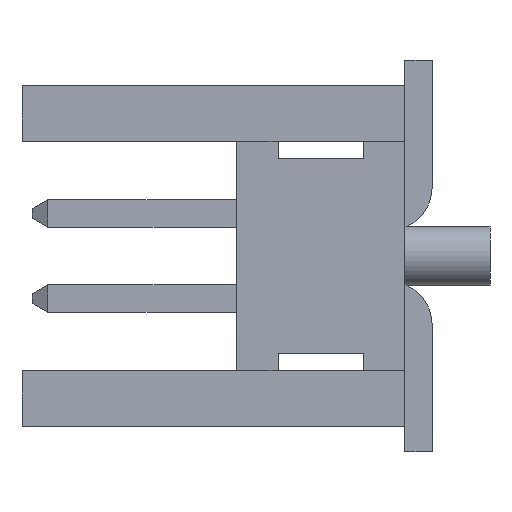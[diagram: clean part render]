
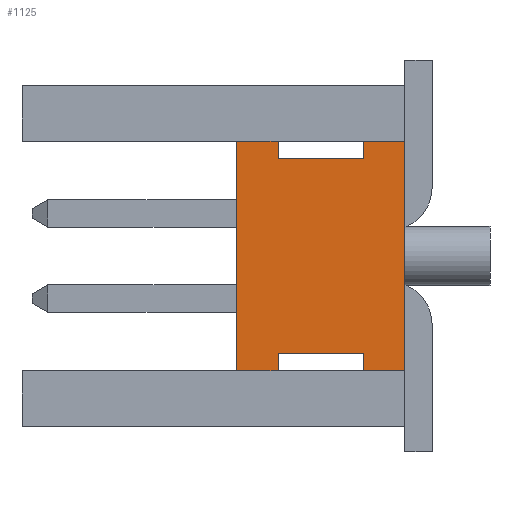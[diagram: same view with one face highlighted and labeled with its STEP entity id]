
A CAD part, left-side view. The second image highlights one B-rep face of the part: STEP entity #1125.
In plain terms, the highlighted planar face has unit normal (-1, 0, 0).
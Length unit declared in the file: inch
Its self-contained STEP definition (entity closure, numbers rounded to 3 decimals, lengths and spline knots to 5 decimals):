
#1125 = ADVANCED_FACE( '', ( #2389 ), #2390, .F. );
#2389 = FACE_OUTER_BOUND( '', #3772, .T. );
#2390 = PLANE( '', #3773 );
#3772 = EDGE_LOOP( '', ( #7064, #7065, #7066, #7067, #7068, #7069, #7070, #7071, #7072, #7073, #7074, #7075 ) );
#3773 = AXIS2_PLACEMENT_3D( '', #7076, #7077, #7078 );
#7064 = ORIENTED_EDGE( '', *, *, #9027, .F. );
#7065 = ORIENTED_EDGE( '', *, *, #9603, .F. );
#7066 = ORIENTED_EDGE( '', *, *, #8969, .T. );
#7067 = ORIENTED_EDGE( '', *, *, #8830, .T. );
#7068 = ORIENTED_EDGE( '', *, *, #9048, .F. );
#7069 = ORIENTED_EDGE( '', *, *, #9794, .F. );
#7070 = ORIENTED_EDGE( '', *, *, #9795, .F. );
#7071 = ORIENTED_EDGE( '', *, *, #9497, .F. );
#7072 = ORIENTED_EDGE( '', *, *, #9011, .F. );
#7073 = ORIENTED_EDGE( '', *, *, #9292, .F. );
#7074 = ORIENTED_EDGE( '', *, *, #9796, .T. );
#7075 = ORIENTED_EDGE( '', *, *, #9797, .F. );
#7076 = CARTESIAN_POINT( '', ( -0.25, 0.099, -0.0675 ) );
#7077 = DIRECTION( '', ( 1., 0., 0. ) );
#7078 = DIRECTION( '', ( 0., 0., -1. ) );
#8830 = EDGE_CURVE( '', #10803, #10801, #10804, .T. );
#8969 = EDGE_CURVE( '', #11035, #10803, #11038, .T. );
#9011 = EDGE_CURVE( '', #11103, #11099, #11105, .T. );
#9027 = EDGE_CURVE( '', #11131, #11132, #11133, .T. );
#9048 = EDGE_CURVE( '', #11165, #10801, #11167, .T. );
#9292 = EDGE_CURVE( '', #11536, #11103, #11537, .T. );
#9497 = EDGE_CURVE( '', #11099, #11817, #11818, .T. );
#9603 = EDGE_CURVE( '', #11035, #11131, #11953, .T. );
#9794 = EDGE_CURVE( '', #12199, #11165, #12200, .T. );
#9795 = EDGE_CURVE( '', #11817, #12199, #12201, .T. );
#9796 = EDGE_CURVE( '', #11536, #12202, #12203, .T. );
#9797 = EDGE_CURVE( '', #11132, #12202, #12204, .T. );
#10801 = VERTEX_POINT( '', #13569 );
#10803 = VERTEX_POINT( '', #13572 );
#10804 = LINE( '', #13573, #13574 );
#11035 = VERTEX_POINT( '', #13917 );
#11038 = LINE( '', #13922, #13923 );
#11099 = VERTEX_POINT( '', #14012 );
#11103 = VERTEX_POINT( '', #14018 );
#11105 = LINE( '', #14021, #14022 );
#11131 = VERTEX_POINT( '', #14059 );
#11132 = VERTEX_POINT( '', #14060 );
#11133 = LINE( '', #14061, #14062 );
#11165 = VERTEX_POINT( '', #14109 );
#11167 = LINE( '', #14112, #14113 );
#11536 = VERTEX_POINT( '', #14672 );
#11537 = LINE( '', #14673, #14674 );
#11817 = VERTEX_POINT( '', #15093 );
#11818 = LINE( '', #15094, #15095 );
#11953 = LINE( '', #15305, #15306 );
#12199 = VERTEX_POINT( '', #15685 );
#12200 = LINE( '', #15686, #15687 );
#12201 = LINE( '', #15688, #15689 );
#12202 = VERTEX_POINT( '', #15690 );
#12203 = LINE( '', #15691, #15692 );
#12204 = LINE( '', #15693, #15694 );
#13569 = CARTESIAN_POINT( '', ( -0.25, 0., 0.0675 ) );
#13572 = CARTESIAN_POINT( '', ( -0.25, 0., -0.0675 ) );
#13573 = CARTESIAN_POINT( '', ( -0.25, 0., -0.0675 ) );
#13574 = VECTOR( '', #16453, 39.37008 );
#13917 = CARTESIAN_POINT( '', ( -0.25, 0.0245, -0.0675 ) );
#13922 = CARTESIAN_POINT( '', ( -0.25, 0.099, -0.0675 ) );
#13923 = VECTOR( '', #16583, 39.37008 );
#14012 = CARTESIAN_POINT( '', ( -0.25, 0.0745, 0.0675 ) );
#14018 = CARTESIAN_POINT( '', ( -0.25, 0.099, 0.0675 ) );
#14021 = CARTESIAN_POINT( '', ( -0.25, 0.099, 0.0675 ) );
#14022 = VECTOR( '', #16618, 39.37008 );
#14059 = CARTESIAN_POINT( '', ( -0.25, 0.0245, -0.0575 ) );
#14060 = CARTESIAN_POINT( '', ( -0.25, 0.0745, -0.0575 ) );
#14061 = CARTESIAN_POINT( '', ( -0.25, 0.0245, -0.0575 ) );
#14062 = VECTOR( '', #16630, 39.37008 );
#14109 = CARTESIAN_POINT( '', ( -0.25, 0.0245, 0.0675 ) );
#14112 = CARTESIAN_POINT( '', ( -0.25, 0.099, 0.0675 ) );
#14113 = VECTOR( '', #16647, 39.37008 );
#14672 = CARTESIAN_POINT( '', ( -0.25, 0.099, -0.0675 ) );
#14673 = CARTESIAN_POINT( '', ( -0.25, 0.099, -0.0675 ) );
#14674 = VECTOR( '', #16859, 39.37008 );
#15093 = CARTESIAN_POINT( '', ( -0.25, 0.0745, 0.0575 ) );
#15094 = CARTESIAN_POINT( '', ( -0.25, 0.0745, 0.0675 ) );
#15095 = VECTOR( '', #17017, 39.37008 );
#15305 = CARTESIAN_POINT( '', ( -0.25, 0.0245, -0.0675 ) );
#15306 = VECTOR( '', #17093, 39.37008 );
#15685 = CARTESIAN_POINT( '', ( -0.25, 0.0245, 0.0575 ) );
#15686 = CARTESIAN_POINT( '', ( -0.25, 0.0245, 0.0575 ) );
#15687 = VECTOR( '', #17233, 39.37008 );
#15688 = CARTESIAN_POINT( '', ( -0.25, 0.0745, 0.0575 ) );
#15689 = VECTOR( '', #17234, 39.37008 );
#15690 = CARTESIAN_POINT( '', ( -0.25, 0.0745, -0.0675 ) );
#15691 = CARTESIAN_POINT( '', ( -0.25, 0.099, -0.0675 ) );
#15692 = VECTOR( '', #17235, 39.37008 );
#15693 = CARTESIAN_POINT( '', ( -0.25, 0.0745, -0.0575 ) );
#15694 = VECTOR( '', #17236, 39.37008 );
#16453 = DIRECTION( '', ( 0., 0., 1. ) );
#16583 = DIRECTION( '', ( 0., -1., 0. ) );
#16618 = DIRECTION( '', ( 0., -1., 0. ) );
#16630 = DIRECTION( '', ( 0., 1., 0. ) );
#16647 = DIRECTION( '', ( 0., -1., 0. ) );
#16859 = DIRECTION( '', ( 0., 0., 1. ) );
#17017 = DIRECTION( '', ( 0., 0., -1. ) );
#17093 = DIRECTION( '', ( 0., 0., 1. ) );
#17233 = DIRECTION( '', ( 0., 0., 1. ) );
#17234 = DIRECTION( '', ( 0., -1., 0. ) );
#17235 = DIRECTION( '', ( 0., -1., 0. ) );
#17236 = DIRECTION( '', ( 0., 0., -1. ) );
